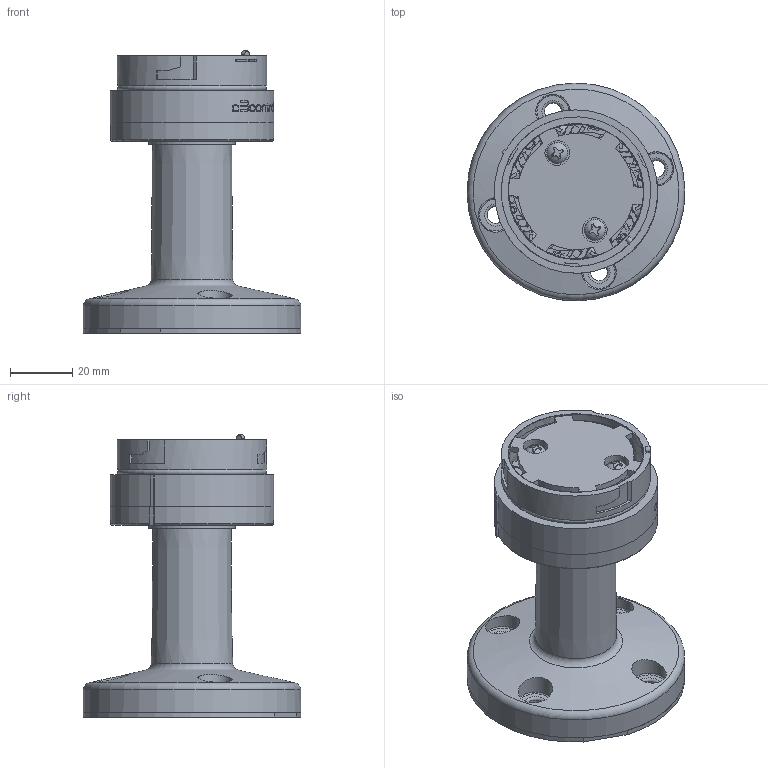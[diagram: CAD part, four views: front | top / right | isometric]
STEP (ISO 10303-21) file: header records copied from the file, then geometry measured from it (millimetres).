
FILE_DESCRIPTION((''),'2;1');
FILE_NAME('50T10032G01.stp','2015-08-07T08:41:32',('cbunnell'),(''),'Autodesk Inventor 2013','Autodesk Inventor 2013','');
FILE_SCHEMA(('AUTOMOTIVE_DESIGN { 1 0 10303 214 1 1 1 1 }'));
Length unit declared in the file: millimetre
Products named in the file (14): 50T10032G01; 50T10015H01; 50T10030G01; 50T10018H01; 50T10039G01; 50T10029H01; 10H10012G01; 10H10010H01; 10H10011H01; 50T10019H01; 50T10022H01; 50T10023H01; 10H20009H01; 10G30002H01
Assembly tree (20 placements, depth 5):
  50T10032G01
    50T10015H01
    50T10030G01
      50T10018H01
      50T10039G01  x6
        50T10029H01
        10H10012G01
          10H10010H01
          10H10011H01
    50T10019H01
    50T10022H01  x2
    50T10023H01
    10H20009H01  x2
    10G30002H01
Bounding box: 69.99 x 69.99 x 90.65 mm (x, y, z)
Volume: 70347.4 mm3; surface area: 57612.6 mm2
Topology: 27 solids, 29 shells, 2595 faces, 7073 edges, 4679 vertices
Faces by surface type: plane 1586, cylinder 396, bspline 352, torus 124, cone 81, sphere 56
Full cylindrical faces by diameter (mm): 2.35 x2, 2.45 x6, 2.85 x6, 3.1 x6, 3.15 x6, 3.39 x6, 3.6 x2, 3.7 x8, 4.3 x6, 4.74 x1, 5.529 x1, 5.839 x4, 5.9 x6, 7.898 x2, 11.046 x4, 19.05 x1, 25.4 x1, 26.162 x1, 27.75 x1, 43.4 x1, 46.3 x1, 46.8 x1, 48 x1, 50.5 x1
Entity records: 66247 total; most frequent: CARTESIAN_POINT 31351, ORIENTED_EDGE 7712, DIRECTION 6229, EDGE_CURVE 3856, VERTEX_POINT 2572, AXIS2_PLACEMENT_3D 2139, VECTOR 1951, LINE 1951
